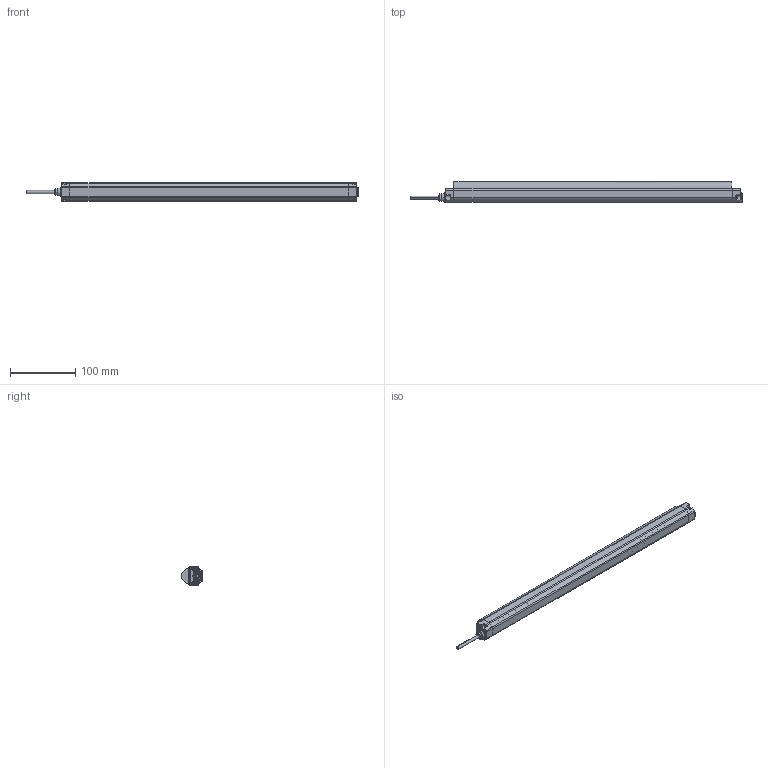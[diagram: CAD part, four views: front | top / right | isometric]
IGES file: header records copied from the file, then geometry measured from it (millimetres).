
Start section:  PTC IGES file: 167007.igs
Global section: file name: 167007.igs; native system: Pro/ENGINEER by Parametric Technology Corporation; preprocessor: 2009141; author: banengservice; organization: Unknown; date: 20120904.081658; units: inch
Bounding box: 509.5 x 32.19 x 28 mm (x, y, z)
Volume: 194625 mm3; surface area: 121014.2 mm2
Topology: 2 solids, 2 shells, 683 faces, 1682 edges, 998 vertices
Faces by surface type: revolution 388, bspline 295
